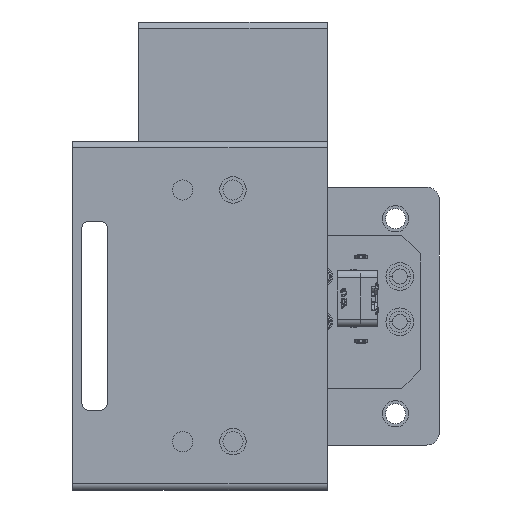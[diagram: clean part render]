
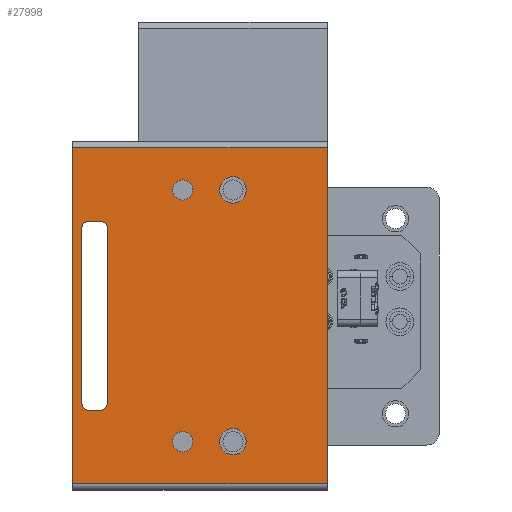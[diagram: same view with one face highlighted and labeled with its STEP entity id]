
A CAD part, left-side view. The second image highlights one B-rep face of the part: STEP entity #27998.
In plain terms, the highlighted planar face has unit normal (-1, 0, 0).
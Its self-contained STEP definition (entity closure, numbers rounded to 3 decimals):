
#1340=FACE_BOUND('',#6082,.T.);
#1341=FACE_BOUND('',#6083,.T.);
#1342=FACE_BOUND('',#6084,.T.);
#1343=FACE_BOUND('',#6085,.T.);
#1344=FACE_BOUND('',#6086,.T.);
#2110=PLANE('',#29889);
#4525=FACE_OUTER_BOUND('',#6081,.T.);
#6081=EDGE_LOOP('',(#25654,#25655,#25656,#25657));
#6082=EDGE_LOOP('',(#25658,#25659,#25660,#25661,#25662,#25663,#25664,#25665));
#6083=EDGE_LOOP('',(#25666));
#6084=EDGE_LOOP('',(#25667));
#6085=EDGE_LOOP('',(#25668));
#6086=EDGE_LOOP('',(#25669));
#8603=LINE('',#50878,#11259);
#8605=LINE('',#50884,#11261);
#8606=LINE('',#50886,#11262);
#8607=LINE('',#50887,#11263);
#8608=LINE('',#50892,#11264);
#8609=LINE('',#50896,#11265);
#8610=LINE('',#50900,#11266);
#8611=LINE('',#50903,#11267);
#11259=VECTOR('',#35762,10.);
#11261=VECTOR('',#35768,1000.);
#11262=VECTOR('',#35769,10.);
#11263=VECTOR('',#35770,1000.);
#11264=VECTOR('',#35773,1000.);
#11265=VECTOR('',#35776,1000.);
#11266=VECTOR('',#35779,1000.);
#11267=VECTOR('',#35782,1000.);
#12006=CIRCLE('',#29890,1.);
#12007=CIRCLE('',#29891,1.);
#12008=CIRCLE('',#29892,1.);
#12009=CIRCLE('',#29893,1.);
#12010=CIRCLE('',#29894,2.1);
#12011=CIRCLE('',#29895,2.1);
#12012=CIRCLE('',#29896,1.6);
#12013=CIRCLE('',#29897,1.6);
#14454=VERTEX_POINT('',#50875);
#14455=VERTEX_POINT('',#50877);
#14457=VERTEX_POINT('',#50883);
#14458=VERTEX_POINT('',#50885);
#14459=VERTEX_POINT('',#50888);
#14460=VERTEX_POINT('',#50889);
#14461=VERTEX_POINT('',#50891);
#14462=VERTEX_POINT('',#50893);
#14463=VERTEX_POINT('',#50895);
#14464=VERTEX_POINT('',#50897);
#14465=VERTEX_POINT('',#50899);
#14466=VERTEX_POINT('',#50901);
#14467=VERTEX_POINT('',#50904);
#14468=VERTEX_POINT('',#50906);
#14469=VERTEX_POINT('',#50908);
#14470=VERTEX_POINT('',#50910);
#18235=EDGE_CURVE('',#14454,#14455,#8603,.T.);
#18238=EDGE_CURVE('',#14454,#14457,#8605,.T.);
#18239=EDGE_CURVE('',#14458,#14457,#8606,.T.);
#18240=EDGE_CURVE('',#14458,#14455,#8607,.T.);
#18241=EDGE_CURVE('',#14459,#14460,#12006,.T.);
#18242=EDGE_CURVE('',#14460,#14461,#8608,.T.);
#18243=EDGE_CURVE('',#14461,#14462,#12007,.T.);
#18244=EDGE_CURVE('',#14462,#14463,#8609,.T.);
#18245=EDGE_CURVE('',#14463,#14464,#12008,.T.);
#18246=EDGE_CURVE('',#14464,#14465,#8610,.T.);
#18247=EDGE_CURVE('',#14465,#14466,#12009,.T.);
#18248=EDGE_CURVE('',#14466,#14459,#8611,.T.);
#18249=EDGE_CURVE('',#14467,#14467,#12010,.T.);
#18250=EDGE_CURVE('',#14468,#14468,#12011,.T.);
#18251=EDGE_CURVE('',#14469,#14469,#12012,.T.);
#18252=EDGE_CURVE('',#14470,#14470,#12013,.T.);
#25654=ORIENTED_EDGE('',*,*,#18235,.F.);
#25655=ORIENTED_EDGE('',*,*,#18238,.T.);
#25656=ORIENTED_EDGE('',*,*,#18239,.F.);
#25657=ORIENTED_EDGE('',*,*,#18240,.T.);
#25658=ORIENTED_EDGE('',*,*,#18241,.T.);
#25659=ORIENTED_EDGE('',*,*,#18242,.T.);
#25660=ORIENTED_EDGE('',*,*,#18243,.T.);
#25661=ORIENTED_EDGE('',*,*,#18244,.T.);
#25662=ORIENTED_EDGE('',*,*,#18245,.T.);
#25663=ORIENTED_EDGE('',*,*,#18246,.T.);
#25664=ORIENTED_EDGE('',*,*,#18247,.T.);
#25665=ORIENTED_EDGE('',*,*,#18248,.T.);
#25666=ORIENTED_EDGE('',*,*,#18249,.T.);
#25667=ORIENTED_EDGE('',*,*,#18250,.T.);
#25668=ORIENTED_EDGE('',*,*,#18251,.T.);
#25669=ORIENTED_EDGE('',*,*,#18252,.T.);
#27998=ADVANCED_FACE('',(#4525,#1340,#1341,#1342,#1343,#1344),#2110,.T.);
#29889=AXIS2_PLACEMENT_3D('',#50882,#35766,#35767);
#29890=AXIS2_PLACEMENT_3D('',#50890,#35771,#35772);
#29891=AXIS2_PLACEMENT_3D('',#50894,#35774,#35775);
#29892=AXIS2_PLACEMENT_3D('',#50898,#35777,#35778);
#29893=AXIS2_PLACEMENT_3D('',#50902,#35780,#35781);
#29894=AXIS2_PLACEMENT_3D('',#50905,#35783,#35784);
#29895=AXIS2_PLACEMENT_3D('',#50907,#35785,#35786);
#29896=AXIS2_PLACEMENT_3D('',#50909,#35787,#35788);
#29897=AXIS2_PLACEMENT_3D('',#50911,#35789,#35790);
#35762=DIRECTION('',(0.,-1.,0.));
#35766=DIRECTION('center_axis',(-1.,0.,0.));
#35767=DIRECTION('ref_axis',(0.,0.,1.));
#35768=DIRECTION('',(0.,0.,-1.));
#35769=DIRECTION('',(0.,1.,0.));
#35770=DIRECTION('',(0.,0.,1.));
#35771=DIRECTION('center_axis',(1.,0.,0.));
#35772=DIRECTION('ref_axis',(0.,0.,1.));
#35773=DIRECTION('',(0.,0.,1.));
#35774=DIRECTION('center_axis',(1.,0.,0.));
#35775=DIRECTION('ref_axis',(0.,0.,1.));
#35776=DIRECTION('',(0.,-1.,0.));
#35777=DIRECTION('center_axis',(1.,0.,0.));
#35778=DIRECTION('ref_axis',(0.,0.,1.));
#35779=DIRECTION('',(0.,0.,-1.));
#35780=DIRECTION('center_axis',(1.,0.,0.));
#35781=DIRECTION('ref_axis',(0.,0.,1.));
#35782=DIRECTION('',(0.,1.,0.));
#35783=DIRECTION('center_axis',(1.,0.,0.));
#35784=DIRECTION('ref_axis',(0.,-1.,0.));
#35785=DIRECTION('center_axis',(1.,0.,0.));
#35786=DIRECTION('ref_axis',(0.,-1.,0.));
#35787=DIRECTION('center_axis',(1.,0.,0.));
#35788=DIRECTION('ref_axis',(0.,-1.,0.));
#35789=DIRECTION('center_axis',(1.,0.,0.));
#35790=DIRECTION('ref_axis',(0.,-1.,0.));
#50875=CARTESIAN_POINT('',(-9.,10.5,26.7));
#50877=CARTESIAN_POINT('',(-9.,-30.,26.7));
#50878=CARTESIAN_POINT('',(-9.,-20.25,26.7));
#50882=CARTESIAN_POINT('Origin',(-9.,-13.5,0.));
#50883=CARTESIAN_POINT('',(-9.,10.5,-26.7));
#50884=CARTESIAN_POINT('',(-9.,10.5,0.));
#50885=CARTESIAN_POINT('',(-9.,-30.,-26.7));
#50886=CARTESIAN_POINT('',(-9.,-20.25,-26.7));
#50887=CARTESIAN_POINT('',(-9.,-30.,-28.201));
#50888=CARTESIAN_POINT('',(-9.,8.,-15.));
#50889=CARTESIAN_POINT('',(-9.,9.,-14.));
#50890=CARTESIAN_POINT('Origin',(-9.,8.,-14.));
#50891=CARTESIAN_POINT('',(-9.,9.,14.));
#50892=CARTESIAN_POINT('',(-9.,9.,-14.));
#50893=CARTESIAN_POINT('',(-9.,8.,15.));
#50894=CARTESIAN_POINT('Origin',(-9.,8.,14.));
#50895=CARTESIAN_POINT('',(-9.,6.,15.));
#50896=CARTESIAN_POINT('',(-9.,8.,15.));
#50897=CARTESIAN_POINT('',(-9.,5.,14.));
#50898=CARTESIAN_POINT('Origin',(-9.,6.,14.));
#50899=CARTESIAN_POINT('',(-9.,5.,-14.));
#50900=CARTESIAN_POINT('',(-9.,5.,-14.));
#50901=CARTESIAN_POINT('',(-9.,6.,-15.));
#50902=CARTESIAN_POINT('Origin',(-9.,6.,-14.));
#50903=CARTESIAN_POINT('',(-9.,8.,-15.));
#50904=CARTESIAN_POINT('',(-9.,-12.9,20.));
#50905=CARTESIAN_POINT('Origin',(-9.,-15.,20.));
#50906=CARTESIAN_POINT('',(-9.,-12.9,-20.));
#50907=CARTESIAN_POINT('Origin',(-9.,-15.,-20.));
#50908=CARTESIAN_POINT('',(-9.,-5.4,20.));
#50909=CARTESIAN_POINT('Origin',(-9.,-7.,20.));
#50910=CARTESIAN_POINT('',(-9.,-5.4,-20.));
#50911=CARTESIAN_POINT('Origin',(-9.,-7.,-20.));
